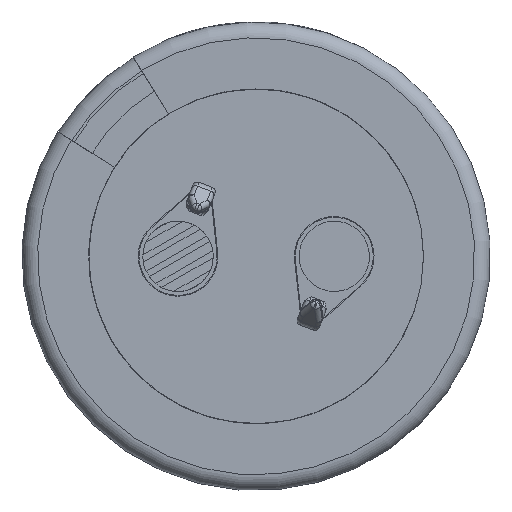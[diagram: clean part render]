
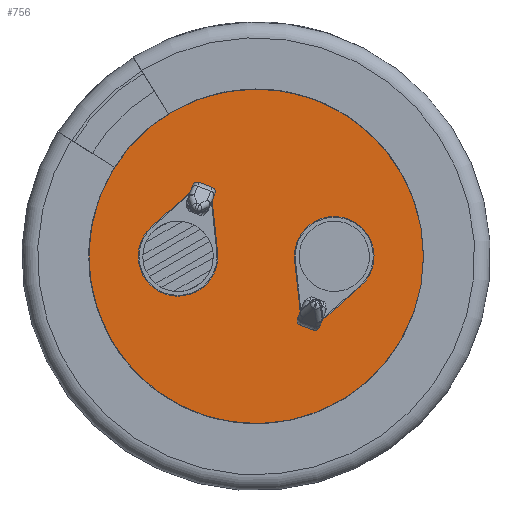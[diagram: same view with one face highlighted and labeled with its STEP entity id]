
A CAD part, front view. The second image highlights one B-rep face of the part: STEP entity #756.
In plain terms, the highlighted planar face has unit normal (0, -1, 0).
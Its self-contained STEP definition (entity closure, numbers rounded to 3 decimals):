
#756 = ADVANCED_FACE( '', ( #2045, #2046, #2047 ), #2048, .T. );
#2045 = FACE_OUTER_BOUND( '', #4079, .T. );
#2046 = FACE_BOUND( '', #4080, .T. );
#2047 = FACE_BOUND( '', #4081, .T. );
#2048 = PLANE( '', #4082 );
#4079 = EDGE_LOOP( '', ( #8305 ) );
#4080 = EDGE_LOOP( '', ( #8306, #8307, #8308, #8309 ) );
#4081 = EDGE_LOOP( '', ( #8310, #8311, #8312, #8313 ) );
#4082 = AXIS2_PLACEMENT_3D( '', #8314, #8315, #8316 );
#8305 = ORIENTED_EDGE( '', *, *, #13081, .T. );
#8306 = ORIENTED_EDGE( '', *, *, #13082, .F. );
#8307 = ORIENTED_EDGE( '', *, *, #13083, .F. );
#8308 = ORIENTED_EDGE( '', *, *, #13084, .F. );
#8309 = ORIENTED_EDGE( '', *, *, #13085, .F. );
#8310 = ORIENTED_EDGE( '', *, *, #13086, .T. );
#8311 = ORIENTED_EDGE( '', *, *, #13087, .T. );
#8312 = ORIENTED_EDGE( '', *, *, #13088, .T. );
#8313 = ORIENTED_EDGE( '', *, *, #13089, .T. );
#8314 = CARTESIAN_POINT( '', ( 0., 0., 0. ) );
#8315 = DIRECTION( '', ( 0., -1., 0. ) );
#8316 = DIRECTION( '', ( 1., 0., 0. ) );
#13081 = EDGE_CURVE( '', #15437, #15437, #15438, .T. );
#13082 = EDGE_CURVE( '', #15439, #15440, #15441, .T. );
#13083 = EDGE_CURVE( '', #15442, #15439, #15443, .T. );
#13084 = EDGE_CURVE( '', #15444, #15442, #15445, .T. );
#13085 = EDGE_CURVE( '', #15440, #15444, #15446, .T. );
#13086 = EDGE_CURVE( '', #15447, #15448, #15449, .T. );
#13087 = EDGE_CURVE( '', #15448, #15450, #15451, .T. );
#13088 = EDGE_CURVE( '', #15450, #15452, #15453, .T. );
#13089 = EDGE_CURVE( '', #15452, #15447, #15454, .T. );
#15437 = VERTEX_POINT( '', #19235 );
#15438 = CIRCLE( '', #19236, 12.429 );
#15439 = VERTEX_POINT( '', #19237 );
#15440 = VERTEX_POINT( '', #19238 );
#15441 = LINE( '', #19239, #19240 );
#15442 = VERTEX_POINT( '', #19241 );
#15443 = LINE( '', #19242, #19243 );
#15444 = VERTEX_POINT( '', #19244 );
#15445 = LINE( '', #19245, #19246 );
#15446 = CIRCLE( '', #19247, 2.55 );
#15447 = VERTEX_POINT( '', #19248 );
#15448 = VERTEX_POINT( '', #19249 );
#15449 = LINE( '', #19250, #19251 );
#15450 = VERTEX_POINT( '', #19252 );
#15451 = LINE( '', #19253, #19254 );
#15452 = VERTEX_POINT( '', #19255 );
#15453 = LINE( '', #19256, #19257 );
#15454 = CIRCLE( '', #19258, 2.55 );
#19235 = CARTESIAN_POINT( '', ( 12.429, 0., 0. ) );
#19236 = AXIS2_PLACEMENT_3D( '', #24629, #24630, #24631 );
#19237 = CARTESIAN_POINT( '', ( -4.27, 0., 4.059 ) );
#19238 = CARTESIAN_POINT( '', ( -6.694, 0., 1.906 ) );
#19239 = CARTESIAN_POINT( '', ( -4.27, 0., 4.059 ) );
#19240 = VECTOR( '', #24632, 1000. );
#19241 = CARTESIAN_POINT( '', ( -2.814, 0., 3.497 ) );
#19242 = CARTESIAN_POINT( '', ( -2.814, 0., 3.497 ) );
#19243 = VECTOR( '', #24633, 1000. );
#19244 = CARTESIAN_POINT( '', ( -2.465, 0., 0.274 ) );
#19245 = CARTESIAN_POINT( '', ( -2.465, 0., 0.274 ) );
#19246 = VECTOR( '', #24634, 1000. );
#19247 = AXIS2_PLACEMENT_3D( '', #24635, #24636, #24637 );
#19248 = CARTESIAN_POINT( '', ( 6.694, 0., -1.906 ) );
#19249 = CARTESIAN_POINT( '', ( 4.27, 0., -4.059 ) );
#19250 = CARTESIAN_POINT( '', ( 6.694, 0., -1.906 ) );
#19251 = VECTOR( '', #24638, 1000. );
#19252 = CARTESIAN_POINT( '', ( 2.814, 0., -3.497 ) );
#19253 = CARTESIAN_POINT( '', ( 4.27, 0., -4.059 ) );
#19254 = VECTOR( '', #24639, 1000. );
#19255 = CARTESIAN_POINT( '', ( 2.465, 0., -0.274 ) );
#19256 = CARTESIAN_POINT( '', ( 2.814, 0., -3.497 ) );
#19257 = VECTOR( '', #24640, 1000. );
#19258 = AXIS2_PLACEMENT_3D( '', #24641, #24642, #24643 );
#24629 = CARTESIAN_POINT( '', ( 0., 0., 0. ) );
#24630 = DIRECTION( '', ( 0., -1., 0. ) );
#24631 = DIRECTION( '', ( 1., 0., 0. ) );
#24632 = DIRECTION( '', ( -0.748, 0., -0.664 ) );
#24633 = DIRECTION( '', ( -0.933, 0., 0.36 ) );
#24634 = DIRECTION( '', ( -0.108, 0., 0.994 ) );
#24635 = CARTESIAN_POINT( '', ( -5., 0., 0. ) );
#24636 = DIRECTION( '', ( 0., -1., 0. ) );
#24637 = DIRECTION( '', ( 0., 0., 1. ) );
#24638 = DIRECTION( '', ( -0.748, 0., -0.664 ) );
#24639 = DIRECTION( '', ( -0.933, 0., 0.36 ) );
#24640 = DIRECTION( '', ( -0.108, 0., 0.994 ) );
#24641 = CARTESIAN_POINT( '', ( 5., 0., 0. ) );
#24642 = DIRECTION( '', ( 0., 1., 0. ) );
#24643 = DIRECTION( '', ( 0., 0., -1. ) );
